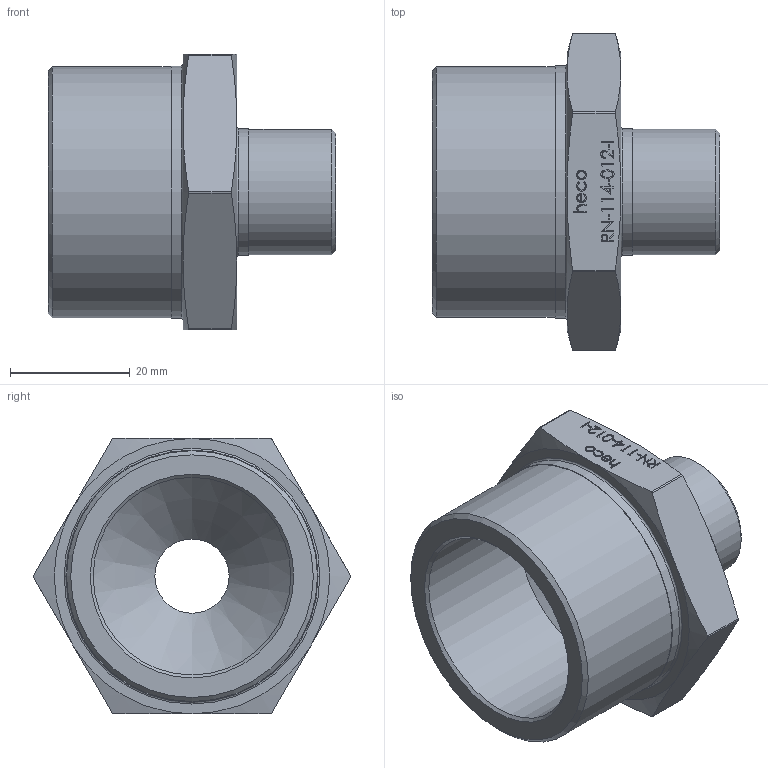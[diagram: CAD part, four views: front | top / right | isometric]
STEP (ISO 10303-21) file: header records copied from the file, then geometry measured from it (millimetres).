
FILE_DESCRIPTION (( 'STEP AP214' ), '1' );
FILE_NAME ('heco_RN-114-012-I.STEP', '2016-07-04T12:14:01', ( '' ), ( '' ), 'SwSTEP 2.0', 'SolidWorks 2011', '' );
FILE_SCHEMA (( 'AUTOMOTIVE_DESIGN' ));
Length unit declared in the file: millimetre
Products named in the file (1): heco_RN-114-012-I
Bounding box: 48 x 53.02 x 46.05 mm (x, y, z)
Volume: 28045.1 mm3; surface area: 11859.1 mm2
Topology: 1 solids, 1 shells, 206 faces, 519 edges, 340 vertices
Faces by surface type: plane 120, bspline 55, cone 17, cylinder 12, torus 2
Full cylindrical faces by diameter (mm): 12.4 x1, 20.955 x1, 21.155 x1, 33 x1, 41.91 x1, 42.11 x1
Entity records: 10843 total; most frequent: CARTESIAN_POINT 4620, ORIENTED_EDGE 1008, DIRECTION 692, EDGE_CURVE 504, VERTEX_POINT 338, VECTOR 328, LINE 328, EDGE_LOOP 246
